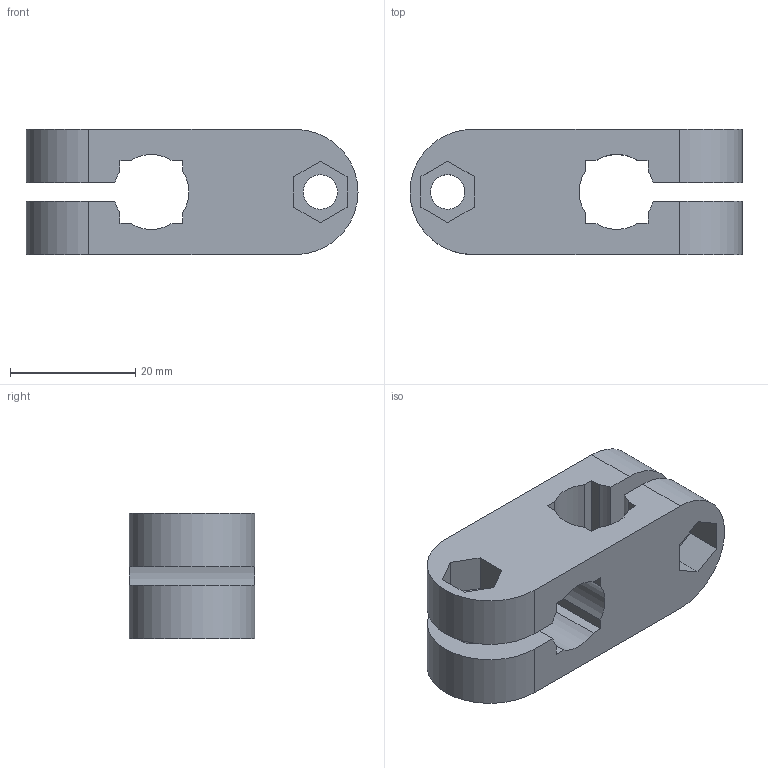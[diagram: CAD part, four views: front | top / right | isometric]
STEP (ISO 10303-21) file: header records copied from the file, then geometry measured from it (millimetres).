
FILE_DESCRIPTION(('STEP AP203'),'2;1');
FILE_NAME('80CPL0003.stp','2011-09-08T18:09:20',(''),(''),'2009.3.110','THINKDESIGN','');
FILE_SCHEMA(('CONFIG_CONTROL_DESIGN'));
Length unit declared in the file: millimetre
Bounding box: 53 x 20 x 20 mm (x, y, z)
Volume: 11593.6 mm3; surface area: 7010.5 mm2
Topology: 1 solids, 1 shells, 72 faces, 206 edges, 140 vertices
Faces by surface type: plane 52, cylinder 20
Full cylindrical faces by diameter (mm): 5.5 x4
Entity records: 2471 total; most frequent: CARTESIAN_POINT 418, ORIENTED_EDGE 412, DIRECTION 398, EDGE_CURVE 206, VECTOR 158, LINE 158, VERTEX_POINT 140, AXIS2_PLACEMENT_3D 120
